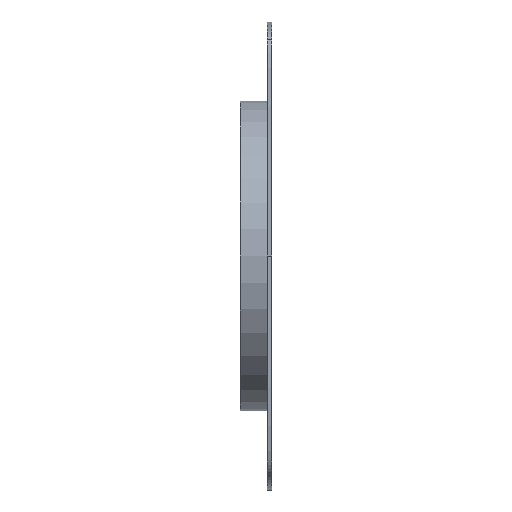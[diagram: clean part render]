
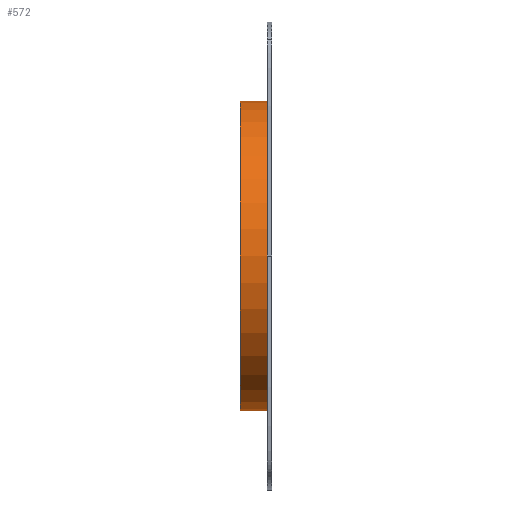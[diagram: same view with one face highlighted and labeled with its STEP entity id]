
A CAD part, left-side view. The second image highlights one B-rep face of the part: STEP entity #572.
In plain terms, the highlighted cylindrical face has radius 23.5 mm (diameter 47 mm), a partial arc.
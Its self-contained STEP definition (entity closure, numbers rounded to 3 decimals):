
#38 = FACE_OUTER_BOUND ( 'NONE', #277, .T. ) ;
#76 = ORIENTED_EDGE ( 'NONE', *, *, #262, .T. ) ;
#81 = EDGE_CURVE ( 'NONE', #612, #161, #480, .T. ) ;
#118 = DIRECTION ( 'NONE',  ( 0., 1., 0. ) ) ;
#127 = CARTESIAN_POINT ( 'NONE',  ( 0., 4.85, -23.5 ) ) ;
#128 = EDGE_CURVE ( 'NONE', #161, #379, #626, .T. ) ;
#161 = VERTEX_POINT ( 'NONE', #714 ) ;
#262 = EDGE_CURVE ( 'NONE', #612, #802, #730, .T. ) ;
#277 = EDGE_LOOP ( 'NONE', ( #575, #775, #76, #546 ) ) ;
#294 = CYLINDRICAL_SURFACE ( 'NONE', #588, 23.5 ) ;
#314 = CARTESIAN_POINT ( 'NONE',  ( 0., 4.85, 0. ) ) ;
#323 = DIRECTION ( 'NONE',  ( 0., -1., 0. ) ) ;
#329 = AXIS2_PLACEMENT_3D ( 'NONE', #314, #566, #639 ) ;
#379 = VERTEX_POINT ( 'NONE', #780 ) ;
#429 = DIRECTION ( 'NONE',  ( 0., -1., 0. ) ) ;
#479 = EDGE_CURVE ( 'NONE', #802, #379, #781, .T. ) ;
#480 = CIRCLE ( 'NONE', #329, 23.5 ) ;
#498 = CARTESIAN_POINT ( 'NONE',  ( 0., 4.85, -23.5 ) ) ;
#513 = CARTESIAN_POINT ( 'NONE',  ( 0., 0.7, 0. ) ) ;
#546 = ORIENTED_EDGE ( 'NONE', *, *, #479, .T. ) ;
#566 = DIRECTION ( 'NONE',  ( 0., 1., 0. ) ) ;
#572 = ADVANCED_FACE ( 'NONE', ( #38 ), #294, .T. ) ;
#575 = ORIENTED_EDGE ( 'NONE', *, *, #128, .F. ) ;
#588 = AXIS2_PLACEMENT_3D ( 'NONE', #777, #429, #840 ) ;
#591 = DIRECTION ( 'NONE',  ( 0., 0., 1. ) ) ;
#602 = VECTOR ( 'NONE', #323, 1000. ) ;
#612 = VERTEX_POINT ( 'NONE', #498 ) ;
#626 = LINE ( 'NONE', #842, #692 ) ;
#639 = DIRECTION ( 'NONE',  ( 0., 0., 1. ) ) ;
#663 = AXIS2_PLACEMENT_3D ( 'NONE', #513, #118, #591 ) ;
#692 = VECTOR ( 'NONE', #851, 1000. ) ;
#714 = CARTESIAN_POINT ( 'NONE',  ( 0., 4.85, 23.5 ) ) ;
#730 = LINE ( 'NONE', #127, #602 ) ;
#756 = CARTESIAN_POINT ( 'NONE',  ( 0., 0.7, -23.5 ) ) ;
#775 = ORIENTED_EDGE ( 'NONE', *, *, #81, .F. ) ;
#777 = CARTESIAN_POINT ( 'NONE',  ( 0., 4.85, 0. ) ) ;
#780 = CARTESIAN_POINT ( 'NONE',  ( 0., 0.7, 23.5 ) ) ;
#781 = CIRCLE ( 'NONE', #663, 23.5 ) ;
#802 = VERTEX_POINT ( 'NONE', #756 ) ;
#840 = DIRECTION ( 'NONE',  ( 0., 0., -1. ) ) ;
#842 = CARTESIAN_POINT ( 'NONE',  ( 0., 4.85, 23.5 ) ) ;
#851 = DIRECTION ( 'NONE',  ( 0., -1., 0. ) ) ;
